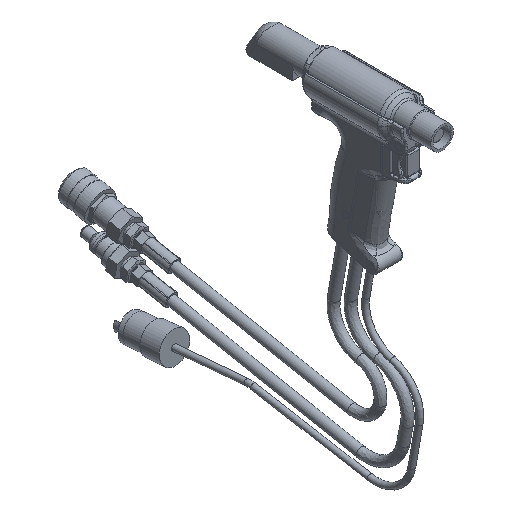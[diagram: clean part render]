
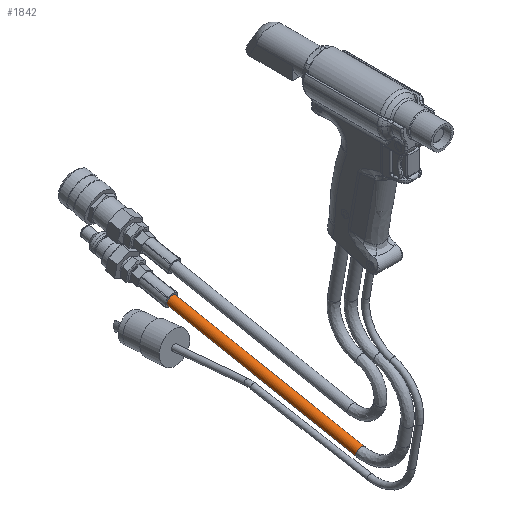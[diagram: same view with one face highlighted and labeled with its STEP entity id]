
A CAD part, isometric view. The second image highlights one B-rep face of the part: STEP entity #1842.
In plain terms, the highlighted cylindrical face has radius 4.889 mm (diameter 9.779 mm), a full revolution.
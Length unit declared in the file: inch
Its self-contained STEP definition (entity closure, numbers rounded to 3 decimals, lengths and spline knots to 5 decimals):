
#565=FACE_BOUND('',#3981,.T.);
#566=FACE_BOUND('',#3982,.T.);
#1842=ADVANCED_FACE('',(#565,#566),#2376,.T.);
#2376=CYLINDRICAL_SURFACE('',#17361,0.1925);
#3981=EDGE_LOOP('',(#9159));
#3982=EDGE_LOOP('',(#9160));
#5492=CIRCLE('',#17359,0.1925);
#5493=CIRCLE('',#17360,0.1925);
#9159=ORIENTED_EDGE('',*,*,#13619,.T.);
#9160=ORIENTED_EDGE('',*,*,#13620,.T.);
#11474=VERTEX_POINT('',#31220);
#11475=VERTEX_POINT('',#31222);
#13619=EDGE_CURVE('',#11474,#11474,#5492,.T.);
#13620=EDGE_CURVE('',#11475,#11475,#5493,.T.);
#17359=AXIS2_PLACEMENT_3D('',#31219,#21057,#21058);
#17360=AXIS2_PLACEMENT_3D('',#31221,#21059,#21060);
#17361=AXIS2_PLACEMENT_3D('',#31223,#21061,#21062);
#21057=DIRECTION('',(0.,0.982,0.19));
#21058=DIRECTION('',(0.,0.19,-0.982));
#21059=DIRECTION('',(0.,-0.982,-0.19));
#21060=DIRECTION('',(0.,0.19,-0.982));
#21061=DIRECTION('',(0.,-0.982,-0.19));
#21062=DIRECTION('',(0.,0.19,-0.982));
#31219=CARTESIAN_POINT('',(0.,2.3917,-12.87939));
#31220=CARTESIAN_POINT('',(0.,2.42829,-13.06838));
#31221=CARTESIAN_POINT('',(0.,10.18271,-11.37076));
#31222=CARTESIAN_POINT('',(0.,10.21931,-11.55975));
#31223=CARTESIAN_POINT('',(0.,9.79786,-11.44528));
